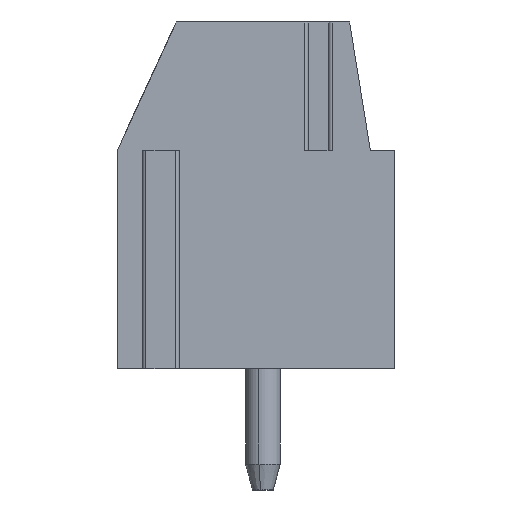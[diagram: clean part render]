
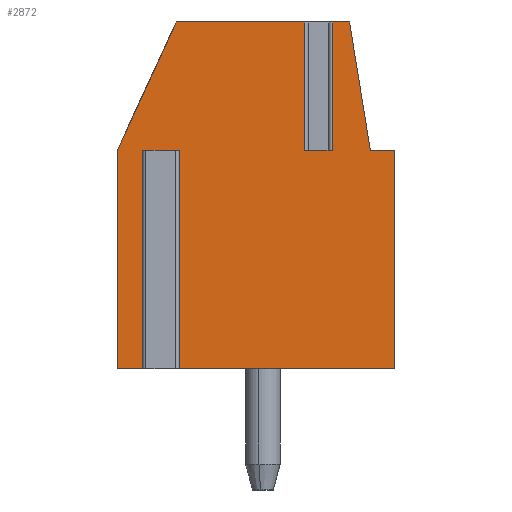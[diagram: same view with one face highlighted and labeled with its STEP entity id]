
A CAD part, left-side view. The second image highlights one B-rep face of the part: STEP entity #2872.
In plain terms, the highlighted planar face has unit normal (-1, 0, 0).
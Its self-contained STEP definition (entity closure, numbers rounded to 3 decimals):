
#2834=AXIS2_PLACEMENT_3D('Plane Axis2P3D',#2831,#2832,#2833) ;
#226=CARTESIAN_POINT('Line Origine',(0.5,1.,11.65)) ;
#230=CARTESIAN_POINT('Vertex',(0.5,1.3,13.5)) ;
#232=CARTESIAN_POINT('Vertex',(0.5,0.7,9.8)) ;
#266=CARTESIAN_POINT('Line Origine',(0.5,0.35,9.8)) ;
#270=CARTESIAN_POINT('Vertex',(0.5,0.,9.8)) ;
#297=CARTESIAN_POINT('Line Origine',(0.5,7.15,11.65)) ;
#301=CARTESIAN_POINT('Vertex',(0.5,6.3,13.5)) ;
#303=CARTESIAN_POINT('Vertex',(0.5,8.,9.8)) ;
#770=CARTESIAN_POINT('Line Origine',(0.5,0.,6.65)) ;
#774=CARTESIAN_POINT('Vertex',(0.5,0.,3.5)) ;
#994=CARTESIAN_POINT('Line Origine',(0.5,8.,6.65)) ;
#998=CARTESIAN_POINT('Vertex',(0.5,8.,3.5)) ;
#1286=CARTESIAN_POINT('Line Origine',(0.5,4.447,13.5)) ;
#1290=CARTESIAN_POINT('Vertex',(0.5,2.594,13.5)) ;
#1339=CARTESIAN_POINT('Vertex',(0.5,1.806,13.5)) ;
#1342=CARTESIAN_POINT('Line Origine',(0.5,1.553,13.5)) ;
#1577=CARTESIAN_POINT('Line Origine',(0.5,3.218,3.5)) ;
#1581=CARTESIAN_POINT('Vertex',(0.5,6.435,3.5)) ;
#1616=CARTESIAN_POINT('Vertex',(0.5,7.065,3.5)) ;
#1619=CARTESIAN_POINT('Line Origine',(0.5,7.533,3.5)) ;
#2469=CARTESIAN_POINT('Vertex',(0.5,6.435,9.8)) ;
#2479=CARTESIAN_POINT('Line Origine',(0.5,6.435,6.65)) ;
#2491=CARTESIAN_POINT('Line Origine',(0.5,6.75,9.8)) ;
#2495=CARTESIAN_POINT('Vertex',(0.5,7.065,9.8)) ;
#2589=CARTESIAN_POINT('Line Origine',(0.5,7.065,6.65)) ;
#2831=CARTESIAN_POINT('Axis2P3D Location',(0.5,6.241,14.3)) ;
#2836=CARTESIAN_POINT('Line Origine',(0.5,1.806,11.65)) ;
#2840=CARTESIAN_POINT('Vertex',(0.5,1.806,9.8)) ;
#2843=CARTESIAN_POINT('Line Origine',(0.5,2.2,9.8)) ;
#2847=CARTESIAN_POINT('Vertex',(0.5,2.594,9.8)) ;
#2850=CARTESIAN_POINT('Line Origine',(0.5,2.594,11.65)) ;
#227=DIRECTION('Vector Direction',(0.,-0.16,-0.987)) ;
#267=DIRECTION('Vector Direction',(0.,-1.,0.)) ;
#298=DIRECTION('Vector Direction',(0.,0.418,-0.909)) ;
#771=DIRECTION('Vector Direction',(0.,0.,-1.)) ;
#995=DIRECTION('Vector Direction',(0.,0.,1.)) ;
#1287=DIRECTION('Vector Direction',(0.,-1.,0.)) ;
#1343=DIRECTION('Vector Direction',(0.,-1.,0.)) ;
#1578=DIRECTION('Vector Direction',(0.,1.,0.)) ;
#1620=DIRECTION('Vector Direction',(0.,1.,0.)) ;
#2480=DIRECTION('Vector Direction',(0.,0.,1.)) ;
#2492=DIRECTION('Vector Direction',(0.,1.,0.)) ;
#2590=DIRECTION('Vector Direction',(0.,0.,1.)) ;
#2832=DIRECTION('Axis2P3D Direction',(1.,0.,0.)) ;
#2833=DIRECTION('Axis2P3D XDirection',(0.,0.,1.)) ;
#2837=DIRECTION('Vector Direction',(0.,0.,1.)) ;
#2844=DIRECTION('Vector Direction',(0.,1.,0.)) ;
#2851=DIRECTION('Vector Direction',(0.,0.,1.)) ;
#228=VECTOR('Line Direction',#227,1.) ;
#268=VECTOR('Line Direction',#267,1.) ;
#299=VECTOR('Line Direction',#298,1.) ;
#772=VECTOR('Line Direction',#771,1.) ;
#996=VECTOR('Line Direction',#995,1.) ;
#1288=VECTOR('Line Direction',#1287,1.) ;
#1344=VECTOR('Line Direction',#1343,1.) ;
#1579=VECTOR('Line Direction',#1578,1.) ;
#1621=VECTOR('Line Direction',#1620,1.) ;
#2481=VECTOR('Line Direction',#2480,1.) ;
#2493=VECTOR('Line Direction',#2492,1.) ;
#2591=VECTOR('Line Direction',#2590,1.) ;
#2838=VECTOR('Line Direction',#2837,1.) ;
#2845=VECTOR('Line Direction',#2844,1.) ;
#2852=VECTOR('Line Direction',#2851,1.) ;
#2856=ORIENTED_EDGE('',*,*,#2842,.F.) ;
#2857=ORIENTED_EDGE('',*,*,#2849,.T.) ;
#2858=ORIENTED_EDGE('',*,*,#2854,.T.) ;
#2859=ORIENTED_EDGE('',*,*,#1292,.F.) ;
#2860=ORIENTED_EDGE('',*,*,#305,.T.) ;
#2861=ORIENTED_EDGE('',*,*,#1000,.F.) ;
#2862=ORIENTED_EDGE('',*,*,#1623,.F.) ;
#2863=ORIENTED_EDGE('',*,*,#2593,.T.) ;
#2864=ORIENTED_EDGE('',*,*,#2497,.T.) ;
#2865=ORIENTED_EDGE('',*,*,#2483,.F.) ;
#2866=ORIENTED_EDGE('',*,*,#1583,.F.) ;
#2867=ORIENTED_EDGE('',*,*,#776,.F.) ;
#2868=ORIENTED_EDGE('',*,*,#272,.F.) ;
#2869=ORIENTED_EDGE('',*,*,#234,.F.) ;
#2870=ORIENTED_EDGE('',*,*,#1346,.F.) ;
#2872=ADVANCED_FACE('PartBody',(#2871),#2835,.F.) ;
#234=EDGE_CURVE('',#231,#233,#229,.T.) ;
#272=EDGE_CURVE('',#233,#271,#269,.T.) ;
#305=EDGE_CURVE('',#302,#304,#300,.T.) ;
#776=EDGE_CURVE('',#271,#775,#773,.T.) ;
#1000=EDGE_CURVE('',#999,#304,#997,.T.) ;
#1292=EDGE_CURVE('',#302,#1291,#1289,.T.) ;
#1346=EDGE_CURVE('',#1340,#231,#1345,.T.) ;
#1583=EDGE_CURVE('',#775,#1582,#1580,.T.) ;
#1623=EDGE_CURVE('',#1617,#999,#1622,.T.) ;
#2483=EDGE_CURVE('',#1582,#2470,#2482,.T.) ;
#2497=EDGE_CURVE('',#2496,#2470,#2494,.F.) ;
#2593=EDGE_CURVE('',#1617,#2496,#2592,.T.) ;
#2842=EDGE_CURVE('',#2841,#1340,#2839,.T.) ;
#2849=EDGE_CURVE('',#2841,#2848,#2846,.T.) ;
#2854=EDGE_CURVE('',#2848,#1291,#2853,.T.) ;
#2855=EDGE_LOOP('',(#2856,#2857,#2858,#2859,#2860,#2861,#2862,#2863,#2864,#2865,#2866,#2867,#2868,#2869,#2870)) ;
#2871=FACE_OUTER_BOUND('',#2855,.T.) ;
#229=LINE('Line',#226,#228) ;
#269=LINE('Line',#266,#268) ;
#300=LINE('Line',#297,#299) ;
#773=LINE('Line',#770,#772) ;
#997=LINE('Line',#994,#996) ;
#1289=LINE('Line',#1286,#1288) ;
#1345=LINE('Line',#1342,#1344) ;
#1580=LINE('Line',#1577,#1579) ;
#1622=LINE('Line',#1619,#1621) ;
#2482=LINE('Line',#2479,#2481) ;
#2494=LINE('Line',#2491,#2493) ;
#2592=LINE('Line',#2589,#2591) ;
#2839=LINE('Line',#2836,#2838) ;
#2846=LINE('Line',#2843,#2845) ;
#2853=LINE('Line',#2850,#2852) ;
#2835=PLANE('',#2834) ;
#231=VERTEX_POINT('',#230) ;
#233=VERTEX_POINT('',#232) ;
#271=VERTEX_POINT('',#270) ;
#302=VERTEX_POINT('',#301) ;
#304=VERTEX_POINT('',#303) ;
#775=VERTEX_POINT('',#774) ;
#999=VERTEX_POINT('',#998) ;
#1291=VERTEX_POINT('',#1290) ;
#1340=VERTEX_POINT('',#1339) ;
#1582=VERTEX_POINT('',#1581) ;
#1617=VERTEX_POINT('',#1616) ;
#2470=VERTEX_POINT('',#2469) ;
#2496=VERTEX_POINT('',#2495) ;
#2841=VERTEX_POINT('',#2840) ;
#2848=VERTEX_POINT('',#2847) ;
